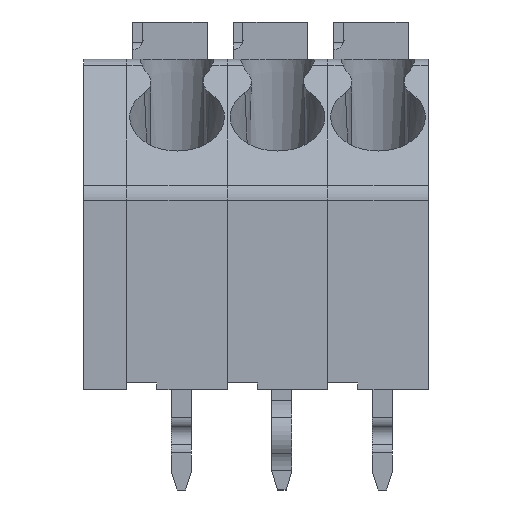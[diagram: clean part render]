
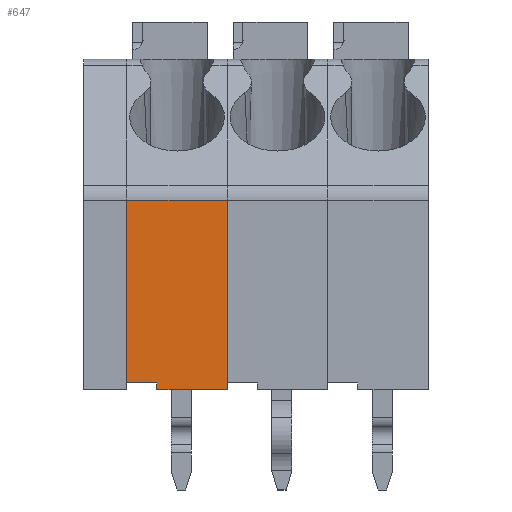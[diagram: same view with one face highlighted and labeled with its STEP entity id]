
A CAD part, front view. The second image highlights one B-rep face of the part: STEP entity #647.
In plain terms, the highlighted planar face has unit normal (0, -1, 0).
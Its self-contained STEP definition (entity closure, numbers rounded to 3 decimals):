
#647 = ADVANCED_FACE( '', ( #1314 ), #1315, .T. );
#1314 = FACE_OUTER_BOUND( '', #2202, .T. );
#1315 = PLANE( '', #2203 );
#2202 = EDGE_LOOP( '', ( #3692, #3693, #3694, #3695, #3696, #3697 ) );
#2203 = AXIS2_PLACEMENT_3D( '', #3698, #3699, #3700 );
#3692 = ORIENTED_EDGE( '', *, *, #4805, .T. );
#3693 = ORIENTED_EDGE( '', *, *, #4590, .F. );
#3694 = ORIENTED_EDGE( '', *, *, #4484, .T. );
#3695 = ORIENTED_EDGE( '', *, *, #4680, .T. );
#3696 = ORIENTED_EDGE( '', *, *, #4691, .F. );
#3697 = ORIENTED_EDGE( '', *, *, #4994, .F. );
#3698 = CARTESIAN_POINT( '', ( 1.75, -6., -4.75 ) );
#3699 = DIRECTION( '', ( 0., -1., 0. ) );
#3700 = DIRECTION( '', ( 0., 0., -1. ) );
#4484 = EDGE_CURVE( '', #5305, #5303, #5306, .T. );
#4590 = EDGE_CURVE( '', #5305, #5487, #5489, .T. );
#4680 = EDGE_CURVE( '', #5303, #5638, #5640, .T. );
#4691 = EDGE_CURVE( '', #5652, #5638, #5654, .T. );
#4805 = EDGE_CURVE( '', #5831, #5487, #5832, .T. );
#4994 = EDGE_CURVE( '', #5831, #5652, #6088, .T. );
#5303 = VERTEX_POINT( '', #6476 );
#5305 = VERTEX_POINT( '', #6478 );
#5306 = LINE( '', #6479, #6480 );
#5487 = VERTEX_POINT( '', #6766 );
#5489 = LINE( '', #6769, #6770 );
#5638 = VERTEX_POINT( '', #7017 );
#5640 = LINE( '', #7019, #7020 );
#5652 = VERTEX_POINT( '', #7037 );
#5654 = LINE( '', #7040, #7041 );
#5831 = VERTEX_POINT( '', #7397 );
#5832 = LINE( '', #7398, #7399 );
#6088 = LINE( '', #7802, #7803 );
#6476 = CARTESIAN_POINT( '', ( 1.75, -6., 1.844 ) );
#6478 = CARTESIAN_POINT( '', ( 1.75, -6., -4.75 ) );
#6479 = CARTESIAN_POINT( '', ( 1.75, -6., -4.75 ) );
#6480 = VECTOR( '', #8118, 1000. );
#6766 = CARTESIAN_POINT( '', ( -0.7, -6., -4.75 ) );
#6769 = CARTESIAN_POINT( '', ( 1.75, -6., -4.75 ) );
#6770 = VECTOR( '', #8252, 1000. );
#7017 = CARTESIAN_POINT( '', ( -1.75, -6., 1.844 ) );
#7019 = CARTESIAN_POINT( '', ( 1.75, -6., 1.844 ) );
#7020 = VECTOR( '', #8379, 1000. );
#7037 = CARTESIAN_POINT( '', ( -1.75, -6., -4.52 ) );
#7040 = CARTESIAN_POINT( '', ( -1.75, -6., -4.75 ) );
#7041 = VECTOR( '', #8386, 1000. );
#7397 = CARTESIAN_POINT( '', ( -0.7, -6., -4.52 ) );
#7398 = CARTESIAN_POINT( '', ( -0.7, -6., -4.52 ) );
#7399 = VECTOR( '', #8495, 1000. );
#7802 = CARTESIAN_POINT( '', ( -0.7, -6., -4.52 ) );
#7803 = VECTOR( '', #8656, 1000. );
#8118 = DIRECTION( '', ( 0., 0., 1. ) );
#8252 = DIRECTION( '', ( -1., 0., 0. ) );
#8379 = DIRECTION( '', ( -1., 0., 0. ) );
#8386 = DIRECTION( '', ( 0., 0., 1. ) );
#8495 = DIRECTION( '', ( 0., 0., -1. ) );
#8656 = DIRECTION( '', ( -1., 0., 0. ) );
